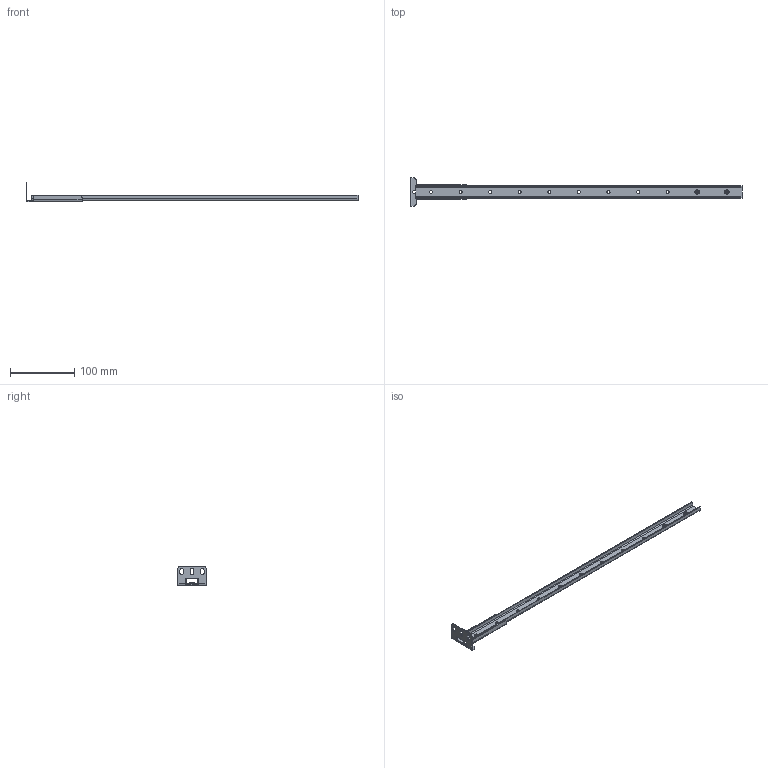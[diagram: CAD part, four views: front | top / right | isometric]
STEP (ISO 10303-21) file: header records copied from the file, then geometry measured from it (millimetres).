
FILE_DESCRIPTION (( 'STEP AP214' ), '1' );
FILE_NAME ('RM1U18BRKT.STEP', '2021-09-09T19:29:07', ( '' ), ( '' ), 'SwSTEP 2.0', 'SolidWorks 2021', '' );
FILE_SCHEMA (( 'AUTOMOTIVE_DESIGN' ));
Length unit declared in the file: inch
Products named in the file (1): RM1U18BRKT
Bounding box: 516.86 x 43.64 x 30.48 mm (x, y, z)
Volume: 29244 mm3; surface area: 41595.5 mm2
Topology: 4 solids, 4 shells, 397 faces, 1213 edges, 826 vertices
Faces by surface type: plane 266, cylinder 115, cone 12, bspline 4
Full cylindrical faces by diameter (mm): 4.775 x11, 7.112 x2
Entity records: 18597 total; most frequent: CARTESIAN_POINT 7636, ORIENTED_EDGE 2368, DIRECTION 2126, EDGE_CURVE 1184, LINE 862, VECTOR 862, VERTEX_POINT 822, AXIS2_PLACEMENT_3D 632
